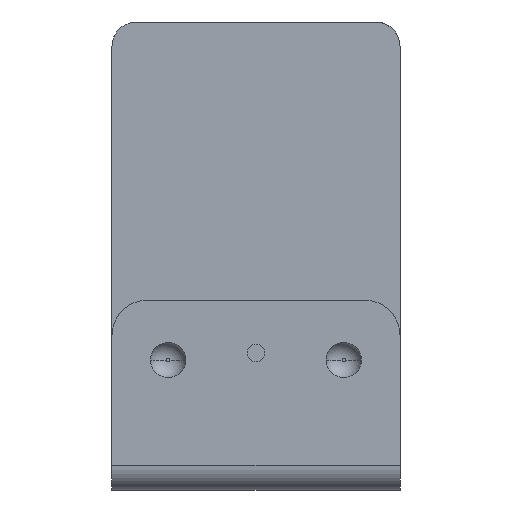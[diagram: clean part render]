
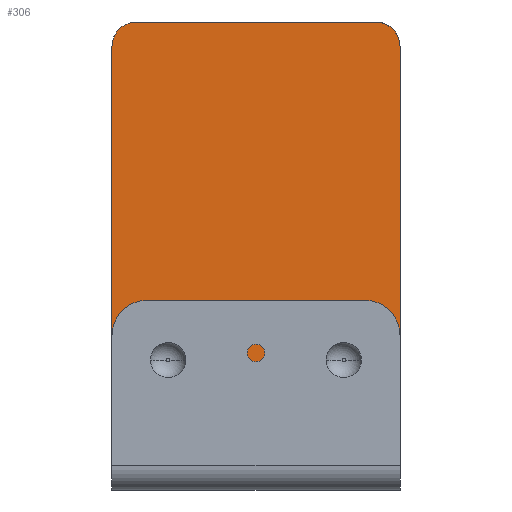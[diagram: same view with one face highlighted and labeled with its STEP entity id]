
A CAD part, front view. The second image highlights one B-rep face of the part: STEP entity #306.
In plain terms, the highlighted planar face has unit normal (0, -1, 0).
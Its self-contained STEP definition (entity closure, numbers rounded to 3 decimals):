
#3 = AXIS2_PLACEMENT_3D ( 'NONE', #295, #1468, #864 ) ;
#35 = VERTEX_POINT ( 'NONE', #604 ) ;
#55 = DIRECTION ( 'NONE',  ( 1., 0., 0. ) ) ;
#91 = AXIS2_PLACEMENT_3D ( 'NONE', #502, #494, #486 ) ;
#151 = CARTESIAN_POINT ( 'NONE',  ( -20.5, -1.9, -63.7 ) ) ;
#159 = FACE_OUTER_BOUND ( 'NONE', #1206, .T. ) ;
#175 = VERTEX_POINT ( 'NONE', #1367 ) ;
#193 = LINE ( 'NONE', #1322, #1509 ) ;
#295 = CARTESIAN_POINT ( 'NONE',  ( -20.5, -1.9, 0. ) ) ;
#306 = ADVANCED_FACE ( 'NONE', ( #159 ), #1022, .T. ) ;
#336 = CIRCLE ( 'NONE', #1538, 3.48 ) ;
#344 = LINE ( 'NONE', #1761, #1663 ) ;
#346 = ORIENTED_EDGE ( 'NONE', *, *, #900, .F. ) ;
#381 = VERTEX_POINT ( 'NONE', #1772 ) ;
#398 = DIRECTION ( 'NONE',  ( 0., 1., 0. ) ) ;
#413 = EDGE_CURVE ( 'NONE', #35, #1328, #654, .T. ) ;
#483 = CARTESIAN_POINT ( 'NONE',  ( -17., -1.9, 0. ) ) ;
#486 = DIRECTION ( 'NONE',  ( 0., 0., 1. ) ) ;
#494 = DIRECTION ( 'NONE',  ( 0., 1., 0. ) ) ;
#502 = CARTESIAN_POINT ( 'NONE',  ( -17.02, -1.9, -3.48 ) ) ;
#539 = EDGE_CURVE ( 'NONE', #908, #875, #193, .T. ) ;
#540 = LINE ( 'NONE', #992, #666 ) ;
#554 = ORIENTED_EDGE ( 'NONE', *, *, #560, .F. ) ;
#560 = EDGE_CURVE ( 'NONE', #1328, #381, #621, .T. ) ;
#570 = EDGE_CURVE ( 'NONE', #175, #875, #344, .T. ) ;
#604 = CARTESIAN_POINT ( 'NONE',  ( -20.5, -1.9, -3.48 ) ) ;
#621 = LINE ( 'NONE', #483, #1743 ) ;
#654 = CIRCLE ( 'NONE', #91, 3.48 ) ;
#666 = VECTOR ( 'NONE', #959, 1000. ) ;
#706 = DIRECTION ( 'NONE',  ( 0., 0., -1. ) ) ;
#864 = DIRECTION ( 'NONE',  ( 0., 0., -1. ) ) ;
#875 = VERTEX_POINT ( 'NONE', #1054 ) ;
#900 = EDGE_CURVE ( 'NONE', #381, #175, #336, .T. ) ;
#908 = VERTEX_POINT ( 'NONE', #151 ) ;
#923 = EDGE_CURVE ( 'NONE', #908, #35, #540, .T. ) ;
#959 = DIRECTION ( 'NONE',  ( 0., 0., 1. ) ) ;
#992 = CARTESIAN_POINT ( 'NONE',  ( -20.5, -1.9, -28.5 ) ) ;
#1022 = PLANE ( 'NONE',  #3 ) ;
#1054 = CARTESIAN_POINT ( 'NONE',  ( 20.5, -1.9, -63.7 ) ) ;
#1183 = DIRECTION ( 'NONE',  ( 1., 0., 0. ) ) ;
#1206 = EDGE_LOOP ( 'NONE', ( #554, #1678, #1717, #1725, #1555, #346 ) ) ;
#1322 = CARTESIAN_POINT ( 'NONE',  ( -20.5, -1.9, -63.7 ) ) ;
#1328 = VERTEX_POINT ( 'NONE', #1573 ) ;
#1367 = CARTESIAN_POINT ( 'NONE',  ( 20.5, -1.9, -3.48 ) ) ;
#1416 = CARTESIAN_POINT ( 'NONE',  ( 17.02, -1.9, -3.48 ) ) ;
#1468 = DIRECTION ( 'NONE',  ( 0., -1., 0. ) ) ;
#1473 = DIRECTION ( 'NONE',  ( 0., 0., -1. ) ) ;
#1509 = VECTOR ( 'NONE', #55, 1000. ) ;
#1538 = AXIS2_PLACEMENT_3D ( 'NONE', #1416, #398, #706 ) ;
#1555 = ORIENTED_EDGE ( 'NONE', *, *, #570, .F. ) ;
#1573 = CARTESIAN_POINT ( 'NONE',  ( -17.02, -1.9, 0. ) ) ;
#1663 = VECTOR ( 'NONE', #1473, 1000. ) ;
#1678 = ORIENTED_EDGE ( 'NONE', *, *, #413, .F. ) ;
#1717 = ORIENTED_EDGE ( 'NONE', *, *, #923, .F. ) ;
#1725 = ORIENTED_EDGE ( 'NONE', *, *, #539, .T. ) ;
#1743 = VECTOR ( 'NONE', #1183, 1000. ) ;
#1761 = CARTESIAN_POINT ( 'NONE',  ( 20.5, -1.9, -3.5 ) ) ;
#1772 = CARTESIAN_POINT ( 'NONE',  ( 17.02, -1.9, 0. ) ) ;
